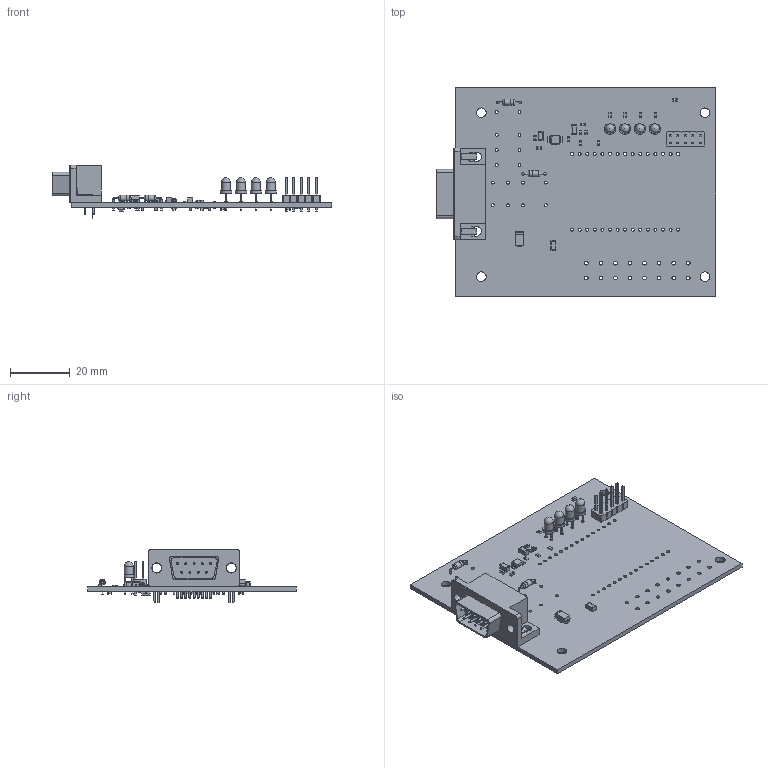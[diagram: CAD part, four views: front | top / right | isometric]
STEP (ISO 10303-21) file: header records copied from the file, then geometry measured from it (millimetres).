
FILE_DESCRIPTION(('KiCad electronic assembly'),'2;1');
FILE_NAME('Board.step','2021-01-27T16:20:03',('An Author'),('A Company') ,'Open CASCADE STEP processor 6.9','KiCad to STEP converter','Unknown' );
FILE_SCHEMA(('AUTOMOTIVE_DESIGN { 1 0 10303 214 1 1 1 1 }'));
Length unit declared in the file: millimetre
Products named in the file (24): Open CASCADE STEP translator 6.9 1; PinHeader_2x05_P2.54mm_Vertical; SOLID; D_DO-35_SOD27_P7.62mm_Horizontal; COMPOUND; C_0603_1608Metric; DSUB-9_Male_Horizontal_P2.77x2.84mm_EdgePinOffset4.94mm_Housed_
MountingHolesOffset7.48mm; VSSOP-8_3.0x3.0mm_P0.65mm; R_0603_1608Metric; L_0603_1608Metric; C_1206_3216Metric; D_SMA; SOT-23; LED_D3.0mm
Assembly tree (64 placements, depth 3):
  Open CASCADE STEP translator 6.9 1
    PinHeader_2x05_P2.54mm_Vertical
      SOLID
    D_DO-35_SOD27_P7.62mm_Horizontal  x2
      COMPOUND
    C_0603_1608Metric  x15
      SOLID
    DSUB-9_Male_Horizontal_P2.77x2.84mm_EdgePinOffset4.94mm_Housed_
MountingHolesOffset7.48mm
      SOLID
    VSSOP-8_3.0x3.0mm_P0.65mm
      SOLID
    R_0603_1608Metric  x21
      SOLID
    L_0603_1608Metric  x2
      SOLID
    C_1206_3216Metric  x3
      SOLID
    D_SMA
      SOLID
    SOT-23
      SOLID
    LED_D3.0mm  x4
      SOLID
    COMPOUND
Bounding box: 93.88 x 70 x 17.9 mm (x, y, z)
Volume: 13561.5 mm3; surface area: 16915 mm2
Topology: 55 solids, 56 shells, 1975 faces, 4987 edges, 3212 vertices
Faces by surface type: plane 1228, cylinder 634, bspline 69, torus 32, cone 4, revolution 4, sphere 4
Full cylindrical faces by diameter (mm): 0.25 x1, 0.5 x6, 0.64 x27, 0.8 x4, 0.9 x8, 1 x65, 1.25 x16, 2 x4, 2.02 x2, 3 x4, 3.2 x8, 4 x2
Entity records: 63913 total; most frequent: CARTESIAN_POINT 11080, DIRECTION 8805, LINE 5462, VECTOR 5462, ORIENTED_EDGE 4538, PCURVE 4538, DEFINITIONAL_REPRESENTATION 4538, EDGE_CURVE 2269
